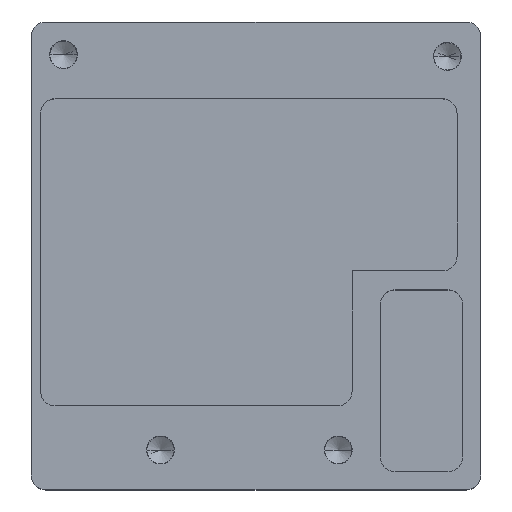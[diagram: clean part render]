
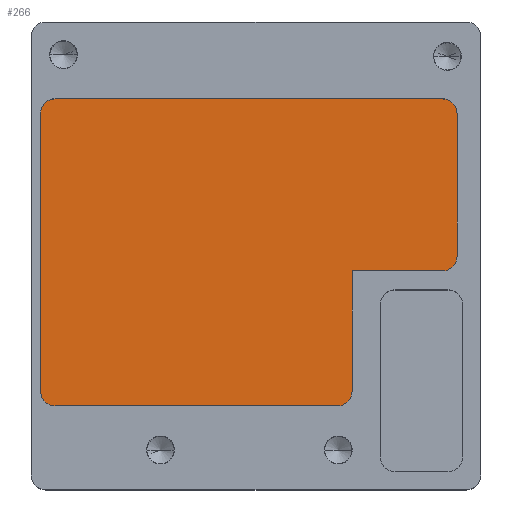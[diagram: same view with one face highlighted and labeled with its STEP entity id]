
A CAD part, top view. The second image highlights one B-rep face of the part: STEP entity #266.
In plain terms, the highlighted planar face has unit normal (0, 0, 1).
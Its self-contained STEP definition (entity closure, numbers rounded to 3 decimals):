
#12 = ORIENTED_EDGE ( 'NONE', *, *, #1052, .T. ) ;
#35 = CARTESIAN_POINT ( 'NONE',  ( -47.513, -29.205, 4. ) ) ;
#60 = AXIS2_PLACEMENT_3D ( 'NONE', #733, #1455, #114 ) ;
#85 = CARTESIAN_POINT ( 'NONE',  ( -12.186, -4.799, 4. ) ) ;
#87 = DIRECTION ( 'NONE',  ( 0., -1., 0. ) ) ;
#95 = ORIENTED_EDGE ( 'NONE', *, *, #1560, .T. ) ;
#114 = DIRECTION ( 'NONE',  ( 1., 0., 0. ) ) ;
#140 = EDGE_CURVE ( 'NONE', #679, #389, #1211, .T. ) ;
#149 = EDGE_CURVE ( 'NONE', #175, #1517, #357, .T. ) ;
#175 = VERTEX_POINT ( 'NONE', #595 ) ;
#196 = EDGE_CURVE ( 'NONE', #1099, #679, #1209, .T. ) ;
#207 = ORIENTED_EDGE ( 'NONE', *, *, #196, .T. ) ;
#227 = CIRCLE ( 'NONE', #363, 1.3 ) ;
#247 = EDGE_CURVE ( 'NONE', #1517, #1099, #645, .T. ) ;
#249 = VECTOR ( 'NONE', #1541, 1000. ) ;
#265 = VECTOR ( 'NONE', #1587, 1000. ) ;
#266 = ADVANCED_FACE ( 'NONE', ( #533 ), #444, .T. ) ;
#285 = ORIENTED_EDGE ( 'NONE', *, *, #1520, .T. ) ;
#286 = DIRECTION ( 'NONE',  ( 0., 0., 1. ) ) ;
#326 = CARTESIAN_POINT ( 'NONE',  ( -12.186, -3.499, 4. ) ) ;
#327 = VERTEX_POINT ( 'NONE', #35 ) ;
#357 = LINE ( 'NONE', #496, #917 ) ;
#363 = AXIS2_PLACEMENT_3D ( 'NONE', #764, #1526, #1280 ) ;
#389 = VERTEX_POINT ( 'NONE', #951 ) ;
#406 = DIRECTION ( 'NONE',  ( 1., 0., 0. ) ) ;
#444 = PLANE ( 'NONE',  #1403 ) ;
#447 = CIRCLE ( 'NONE', #60, 1.3 ) ;
#449 = AXIS2_PLACEMENT_3D ( 'NONE', #811, #1470, #1317 ) ;
#488 = LINE ( 'NONE', #1252, #577 ) ;
#496 = CARTESIAN_POINT ( 'NONE',  ( -12.186, -18.634, 4. ) ) ;
#497 = CARTESIAN_POINT ( 'NONE',  ( -20.113, -29.205, 4. ) ) ;
#498 = DIRECTION ( 'NONE',  ( 1., 0., 0. ) ) ;
#510 = DIRECTION ( 'NONE',  ( 1., 0., 0. ) ) ;
#526 = VERTEX_POINT ( 'NONE', #1190 ) ;
#533 = FACE_OUTER_BOUND ( 'NONE', #1337, .T. ) ;
#551 = ORIENTED_EDGE ( 'NONE', *, *, #1138, .T. ) ;
#568 = ORIENTED_EDGE ( 'NONE', *, *, #140, .T. ) ;
#577 = VECTOR ( 'NONE', #87, 1000. ) ;
#595 = CARTESIAN_POINT ( 'NONE',  ( -20.113, -18.634, 4. ) ) ;
#633 = LINE ( 'NONE', #1135, #1125 ) ;
#645 = CIRCLE ( 'NONE', #449, 1.3 ) ;
#668 = EDGE_CURVE ( 'NONE', #1265, #327, #488, .T. ) ;
#677 = VERTEX_POINT ( 'NONE', #497 ) ;
#679 = VERTEX_POINT ( 'NONE', #724 ) ;
#723 = ORIENTED_EDGE ( 'NONE', *, *, #1013, .T. ) ;
#724 = CARTESIAN_POINT ( 'NONE',  ( -10.886, -4.799, 4. ) ) ;
#733 = CARTESIAN_POINT ( 'NONE',  ( -21.413, -29.205, 4. ) ) ;
#739 = CARTESIAN_POINT ( 'NONE',  ( -10.886, -17.334, 4. ) ) ;
#764 = CARTESIAN_POINT ( 'NONE',  ( -46.213, -29.205, 4. ) ) ;
#811 = CARTESIAN_POINT ( 'NONE',  ( -12.186, -17.334, 4. ) ) ;
#837 = CARTESIAN_POINT ( 'NONE',  ( -10.886, -4.799, 4. ) ) ;
#878 = DIRECTION ( 'NONE',  ( 0., 1., 0. ) ) ;
#880 = ORIENTED_EDGE ( 'NONE', *, *, #149, .T. ) ;
#896 = CARTESIAN_POINT ( 'NONE',  ( -46.213, -4.799, 4. ) ) ;
#917 = VECTOR ( 'NONE', #985, 1000. ) ;
#951 = CARTESIAN_POINT ( 'NONE',  ( -12.186, -3.499, 4. ) ) ;
#984 = AXIS2_PLACEMENT_3D ( 'NONE', #896, #286, #510 ) ;
#985 = DIRECTION ( 'NONE',  ( 1., 0., 0. ) ) ;
#1013 = EDGE_CURVE ( 'NONE', #389, #1025, #1447, .T. ) ;
#1024 = DIRECTION ( 'NONE',  ( 0., 0., 1. ) ) ;
#1025 = VERTEX_POINT ( 'NONE', #1102 ) ;
#1045 = VERTEX_POINT ( 'NONE', #1120 ) ;
#1052 = EDGE_CURVE ( 'NONE', #526, #677, #447, .T. ) ;
#1074 = CARTESIAN_POINT ( 'NONE',  ( -47.513, -4.799, 4. ) ) ;
#1082 = AXIS2_PLACEMENT_3D ( 'NONE', #85, #1114, #1475 ) ;
#1099 = VERTEX_POINT ( 'NONE', #739 ) ;
#1102 = CARTESIAN_POINT ( 'NONE',  ( -46.213, -3.499, 4. ) ) ;
#1110 = CARTESIAN_POINT ( 'NONE',  ( -21.413, -30.505, 4. ) ) ;
#1114 = DIRECTION ( 'NONE',  ( 0., 0., 1. ) ) ;
#1120 = CARTESIAN_POINT ( 'NONE',  ( -46.213, -30.505, 4. ) ) ;
#1125 = VECTOR ( 'NONE', #878, 1000. ) ;
#1135 = CARTESIAN_POINT ( 'NONE',  ( -20.113, -29.205, 4. ) ) ;
#1138 = EDGE_CURVE ( 'NONE', #1025, #1265, #1555, .T. ) ;
#1190 = CARTESIAN_POINT ( 'NONE',  ( -21.413, -30.505, 4. ) ) ;
#1209 = LINE ( 'NONE', #837, #265 ) ;
#1211 = CIRCLE ( 'NONE', #1082, 1.3 ) ;
#1252 = CARTESIAN_POINT ( 'NONE',  ( -47.513, -29.205, 4. ) ) ;
#1265 = VERTEX_POINT ( 'NONE', #1074 ) ;
#1270 = CARTESIAN_POINT ( 'NONE',  ( -46.213, -4.799, 4. ) ) ;
#1280 = DIRECTION ( 'NONE',  ( -1., 0., 0. ) ) ;
#1301 = ORIENTED_EDGE ( 'NONE', *, *, #668, .T. ) ;
#1317 = DIRECTION ( 'NONE',  ( -1., 0., 0. ) ) ;
#1337 = EDGE_LOOP ( 'NONE', ( #723, #551, #1301, #95, #1525, #12, #285, #880, #1623, #207, #568 ) ) ;
#1403 = AXIS2_PLACEMENT_3D ( 'NONE', #1270, #1024, #406 ) ;
#1447 = LINE ( 'NONE', #326, #249 ) ;
#1455 = DIRECTION ( 'NONE',  ( 0., 0., 1. ) ) ;
#1459 = EDGE_CURVE ( 'NONE', #1045, #526, #1498, .T. ) ;
#1470 = DIRECTION ( 'NONE',  ( 0., 0., 1. ) ) ;
#1475 = DIRECTION ( 'NONE',  ( -1., 0., 0. ) ) ;
#1498 = LINE ( 'NONE', #1110, #1611 ) ;
#1517 = VERTEX_POINT ( 'NONE', #1599 ) ;
#1520 = EDGE_CURVE ( 'NONE', #677, #175, #633, .T. ) ;
#1525 = ORIENTED_EDGE ( 'NONE', *, *, #1459, .T. ) ;
#1526 = DIRECTION ( 'NONE',  ( 0., 0., 1. ) ) ;
#1541 = DIRECTION ( 'NONE',  ( -1., 0., 0. ) ) ;
#1555 = CIRCLE ( 'NONE', #984, 1.3 ) ;
#1560 = EDGE_CURVE ( 'NONE', #327, #1045, #227, .T. ) ;
#1587 = DIRECTION ( 'NONE',  ( 0., 1., 0. ) ) ;
#1599 = CARTESIAN_POINT ( 'NONE',  ( -12.186, -18.634, 4. ) ) ;
#1611 = VECTOR ( 'NONE', #498, 1000. ) ;
#1623 = ORIENTED_EDGE ( 'NONE', *, *, #247, .T. ) ;
